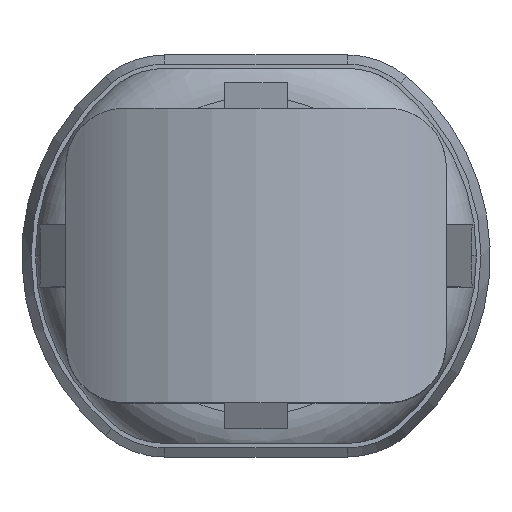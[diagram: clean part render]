
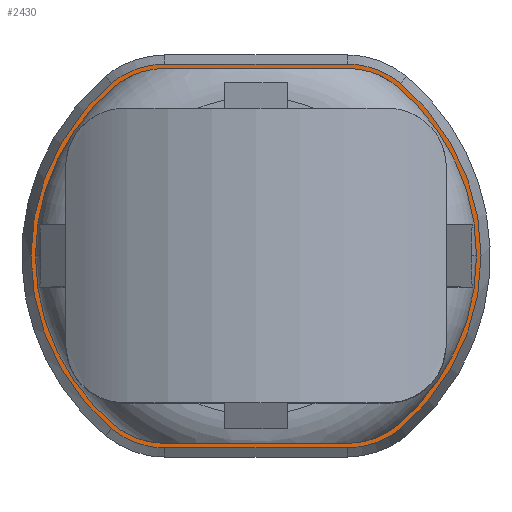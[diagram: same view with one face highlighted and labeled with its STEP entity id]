
A CAD part, top view. The second image highlights one B-rep face of the part: STEP entity #2430.
In plain terms, the highlighted planar face has unit normal (0, 0, 1).
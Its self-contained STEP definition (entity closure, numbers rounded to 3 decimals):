
#2284=AXIS2_PLACEMENT_3D('Circle Axis2P3D',#2282,#2283,$) ;
#2404=AXIS2_PLACEMENT_3D('Circle Axis2P3D',#2402,#2403,$) ;
#2418=AXIS2_PLACEMENT_3D('Plane Axis2P3D',#2415,#2416,#2417) ;
#2055=CARTESIAN_POINT('Line Origine',(60.05,2.339,30.317)) ;
#2059=CARTESIAN_POINT('Vertex',(36.649,2.339,30.317)) ;
#2061=CARTESIAN_POINT('Vertex',(83.45,2.339,30.317)) ;
#2122=CARTESIAN_POINT('Control Point',(23.012,7.296,30.317)) ;
#2123=CARTESIAN_POINT('Control Point',(25.283,5.394,30.317)) ;
#2124=CARTESIAN_POINT('Control Point',(27.885,3.889,30.317)) ;
#2125=CARTESIAN_POINT('Control Point',(30.727,2.856,30.317)) ;
#2126=CARTESIAN_POINT('Control Point',(33.688,2.34,30.317)) ;
#2127=CARTESIAN_POINT('Control Point',(36.649,2.339,30.317)) ;
#2128=CARTESIAN_POINT('Vertex',(23.012,7.296,30.317)) ;
#2258=CARTESIAN_POINT('Vertex',(97.087,7.296,30.317)) ;
#2262=CARTESIAN_POINT('Control Point',(83.45,2.339,30.317)) ;
#2263=CARTESIAN_POINT('Control Point',(86.411,2.34,30.317)) ;
#2264=CARTESIAN_POINT('Control Point',(89.372,2.856,30.317)) ;
#2265=CARTESIAN_POINT('Control Point',(92.214,3.889,30.317)) ;
#2266=CARTESIAN_POINT('Control Point',(94.816,5.394,30.317)) ;
#2267=CARTESIAN_POINT('Control Point',(97.087,7.296,30.317)) ;
#2282=CARTESIAN_POINT('Axis2P3D Location',(60.05,51.539,30.317)) ;
#2286=CARTESIAN_POINT('Vertex',(23.012,95.782,30.317)) ;
#2316=CARTESIAN_POINT('Control Point',(36.649,100.738,30.317)) ;
#2317=CARTESIAN_POINT('Control Point',(33.688,100.738,30.317)) ;
#2318=CARTESIAN_POINT('Control Point',(30.727,100.222,30.317)) ;
#2319=CARTESIAN_POINT('Control Point',(27.885,99.189,30.317)) ;
#2320=CARTESIAN_POINT('Control Point',(25.283,97.683,30.317)) ;
#2321=CARTESIAN_POINT('Control Point',(23.012,95.782,30.317)) ;
#2322=CARTESIAN_POINT('Vertex',(36.649,100.738,30.317)) ;
#2342=CARTESIAN_POINT('Line Origine',(60.05,100.738,30.317)) ;
#2346=CARTESIAN_POINT('Vertex',(83.45,100.738,30.317)) ;
#2376=CARTESIAN_POINT('Control Point',(97.087,95.782,30.317)) ;
#2377=CARTESIAN_POINT('Control Point',(94.816,97.683,30.317)) ;
#2378=CARTESIAN_POINT('Control Point',(92.214,99.189,30.317)) ;
#2379=CARTESIAN_POINT('Control Point',(89.372,100.222,30.317)) ;
#2380=CARTESIAN_POINT('Control Point',(86.411,100.738,30.317)) ;
#2381=CARTESIAN_POINT('Control Point',(83.45,100.738,30.317)) ;
#2382=CARTESIAN_POINT('Vertex',(97.087,95.782,30.317)) ;
#2402=CARTESIAN_POINT('Axis2P3D Location',(60.05,51.539,30.317)) ;
#2415=CARTESIAN_POINT('Axis2P3D Location',(97.087,95.782,30.317)) ;
#2056=DIRECTION('Vector Direction',(1.,0.,0.)) ;
#2283=DIRECTION('Axis2P3D Direction',(0.,0.,1.)) ;
#2343=DIRECTION('Vector Direction',(-1.,0.,0.)) ;
#2403=DIRECTION('Axis2P3D Direction',(0.,0.,1.)) ;
#2416=DIRECTION('Axis2P3D Direction',(0.,0.,1.)) ;
#2417=DIRECTION('Axis2P3D XDirection',(0.,1.,0.)) ;
#2057=VECTOR('Line Direction',#2056,1.) ;
#2344=VECTOR('Line Direction',#2343,1.) ;
#2421=ORIENTED_EDGE('',*,*,#2063,.T.) ;
#2422=ORIENTED_EDGE('',*,*,#2268,.T.) ;
#2423=ORIENTED_EDGE('',*,*,#2406,.T.) ;
#2424=ORIENTED_EDGE('',*,*,#2384,.T.) ;
#2425=ORIENTED_EDGE('',*,*,#2348,.T.) ;
#2426=ORIENTED_EDGE('',*,*,#2324,.T.) ;
#2427=ORIENTED_EDGE('',*,*,#2288,.T.) ;
#2428=ORIENTED_EDGE('',*,*,#2130,.T.) ;
#2430=ADVANCED_FACE('ANTENNE_UNTERTEIL',(#2429),#2419,.T.) ;
#2121=B_SPLINE_CURVE_WITH_KNOTS('',5,(#2122,#2123,#2124,#2125,#2126,#2127),.UNSPECIFIED.,.F.,.U.,(6,6),(0.,14.162),.UNSPECIFIED.) ;
#2261=B_SPLINE_CURVE_WITH_KNOTS('',5,(#2262,#2263,#2264,#2265,#2266,#2267),.UNSPECIFIED.,.F.,.U.,(6,6),(0.,14.162),.UNSPECIFIED.) ;
#2315=B_SPLINE_CURVE_WITH_KNOTS('',5,(#2316,#2317,#2318,#2319,#2320,#2321),.UNSPECIFIED.,.F.,.U.,(6,6),(0.,14.162),.UNSPECIFIED.) ;
#2375=B_SPLINE_CURVE_WITH_KNOTS('',5,(#2376,#2377,#2378,#2379,#2380,#2381),.UNSPECIFIED.,.F.,.U.,(6,6),(0.,14.162),.UNSPECIFIED.) ;
#2285=CIRCLE('generated circle',#2284,57.699) ;
#2405=CIRCLE('generated circle',#2404,57.699) ;
#2063=EDGE_CURVE('',#2060,#2062,#2058,.T.) ;
#2130=EDGE_CURVE('',#2129,#2060,#2121,.T.) ;
#2268=EDGE_CURVE('',#2062,#2259,#2261,.T.) ;
#2288=EDGE_CURVE('',#2287,#2129,#2285,.T.) ;
#2324=EDGE_CURVE('',#2323,#2287,#2315,.T.) ;
#2348=EDGE_CURVE('',#2347,#2323,#2345,.T.) ;
#2384=EDGE_CURVE('',#2383,#2347,#2375,.T.) ;
#2406=EDGE_CURVE('',#2259,#2383,#2405,.T.) ;
#2420=EDGE_LOOP('',(#2421,#2422,#2423,#2424,#2425,#2426,#2427,#2428)) ;
#2429=FACE_OUTER_BOUND('',#2420,.T.) ;
#2058=LINE('Line',#2055,#2057) ;
#2345=LINE('Line',#2342,#2344) ;
#2419=PLANE('',#2418) ;
#2060=VERTEX_POINT('',#2059) ;
#2062=VERTEX_POINT('',#2061) ;
#2129=VERTEX_POINT('',#2128) ;
#2259=VERTEX_POINT('',#2258) ;
#2287=VERTEX_POINT('',#2286) ;
#2323=VERTEX_POINT('',#2322) ;
#2347=VERTEX_POINT('',#2346) ;
#2383=VERTEX_POINT('',#2382) ;
